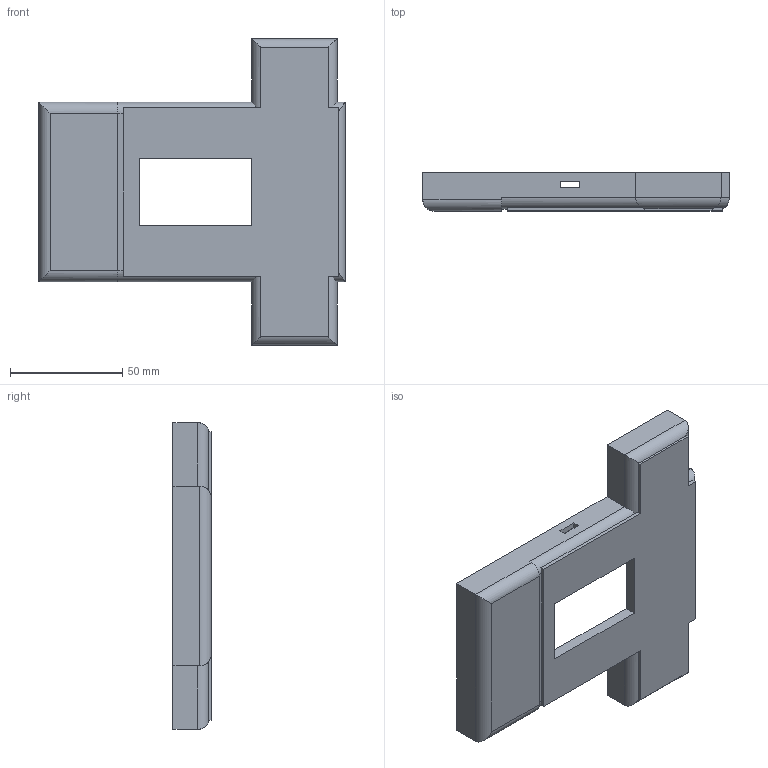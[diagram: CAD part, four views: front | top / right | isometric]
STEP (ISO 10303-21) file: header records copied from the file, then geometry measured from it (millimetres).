
FILE_DESCRIPTION(/* description */ (''),/* implementation_level */ '2;1');
FILE_NAME(/* name */ 'Pilot v6.step',/* time_stamp */ '2018-05-28T12:46:45+02:00',/* author */ ('raducki'),/* organization */ (''),/* preprocessor_version */ 'ST-DEVELOPER v17',/* originating_system */ 'Autodesk Translation Framework v7.1.0.215',/* authorisation */ '');
FILE_SCHEMA (('AUTOMOTIVE_DESIGN { 1 0 10303 214 3 1 1 }'));
Length unit declared in the file: millimetre
Products named in the file (1): Pilot
Bounding box: 136.28 x 17 x 136.43 mm (x, y, z)
Volume: 77771.1 mm3; surface area: 40130.1 mm2
Topology: 1 solids, 1 shells, 73 faces, 201 edges, 132 vertices
Faces by surface type: plane 59, cylinder 14
Entity records: 2410 total; most frequent: CARTESIAN_POINT 489, ORIENTED_EDGE 402, DIRECTION 371, EDGE_CURVE 201, LINE 167, VECTOR 167, VERTEX_POINT 132, AXIS2_PLACEMENT_3D 102
